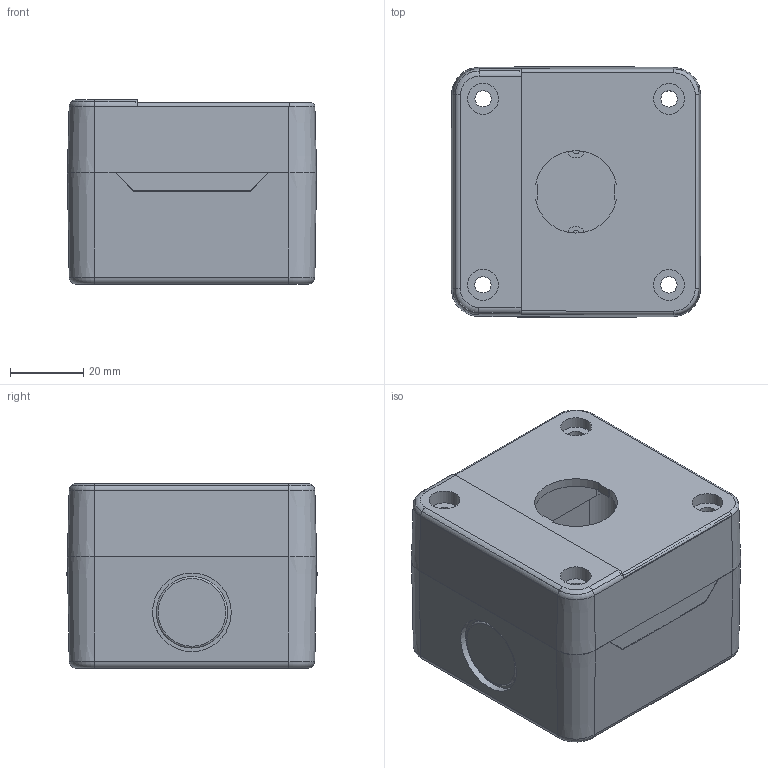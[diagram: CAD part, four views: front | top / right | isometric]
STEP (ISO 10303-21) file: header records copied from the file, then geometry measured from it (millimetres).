
FILE_DESCRIPTION(/* description */ (''),/* implementation_level */ '2;1');
FILE_NAME(/* name */ '4003A11.stp',/* time_stamp */ '2016-07-25T14:22:39-04:00',/* author */ ('CAD Station'),/* organization */ (''),/* preprocessor_version */ 'ST-DEVELOPER v16.1',/* originating_system */ 'Autodesk Inventor 2016',/* authorisation */ '');
FILE_SCHEMA (('AUTOMOTIVE_DESIGN { 1 0 10303 214 3 1 1 }'));
Length unit declared in the file: millimetre
Products named in the file (3): Teknic_enclousure; Teknic_enclousure_back; 4003a11
Assembly tree (2 placements, depth 2):
  4003a11
    Teknic_enclousure
    Teknic_enclousure_back
Bounding box: 68.1 x 68.33 x 50.49 mm (x, y, z)
Volume: 49012.3 mm3; surface area: 71356 mm2
Topology: 4 solids, 4 shells, 300 faces, 752 edges, 494 vertices
Faces by surface type: plane 170, cylinder 104, cone 16, torus 10
Full cylindrical faces by diameter (mm): 1.5 x4, 2.5 x2, 4.45 x4, 4.5 x4, 5.45 x4, 8.45 x4, 8.5 x4, 9.45 x4, 19.5 x2, 21.5 x2
Entity records: 8999 total; most frequent: CARTESIAN_POINT 1589, DIRECTION 1586, ORIENTED_EDGE 1432, EDGE_CURVE 714, AXIS2_PLACEMENT_3D 581, VERTEX_POINT 492, LINE 424, VECTOR 424
